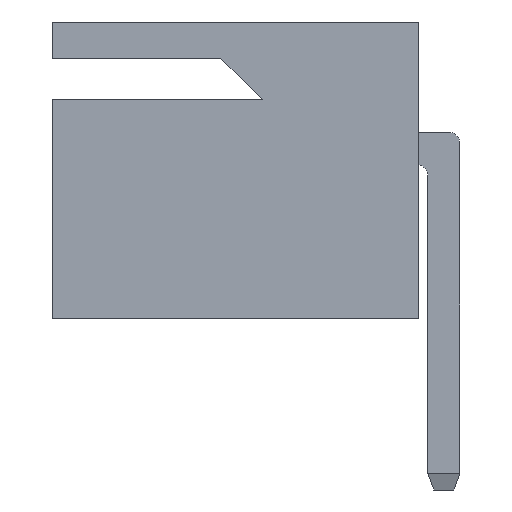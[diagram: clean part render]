
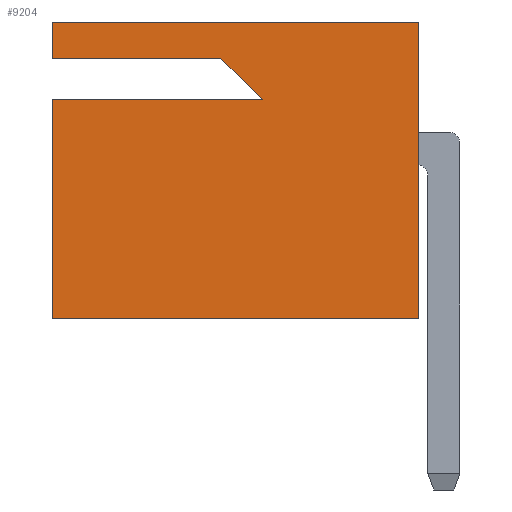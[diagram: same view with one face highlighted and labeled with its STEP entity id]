
A CAD part, left-side view. The second image highlights one B-rep face of the part: STEP entity #9204.
In plain terms, the highlighted planar face has unit normal (-1, 0, 0).
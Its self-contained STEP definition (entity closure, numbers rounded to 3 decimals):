
#729=ORIENTED_EDGE('',*,*,#2567,.T.);
#730=ORIENTED_EDGE('',*,*,#2568,.T.);
#731=ORIENTED_EDGE('',*,*,#2569,.T.);
#732=ORIENTED_EDGE('',*,*,#2469,.T.);
#733=ORIENTED_EDGE('',*,*,#2566,.F.);
#734=ORIENTED_EDGE('',*,*,#2476,.F.);
#735=ORIENTED_EDGE('',*,*,#2419,.T.);
#736=ORIENTED_EDGE('',*,*,#2570,.T.);
#2419=EDGE_CURVE('',#3362,#3361,#3959,.T.);
#2469=EDGE_CURVE('',#3379,#3404,#4009,.T.);
#2476=EDGE_CURVE('',#3362,#3410,#4016,.T.);
#2566=EDGE_CURVE('',#3410,#3404,#4106,.T.);
#2567=EDGE_CURVE('',#3463,#3464,#4107,.T.);
#2568=EDGE_CURVE('',#3464,#3465,#4108,.T.);
#2569=EDGE_CURVE('',#3465,#3379,#4109,.T.);
#2570=EDGE_CURVE('',#3361,#3463,#4110,.T.);
#3361=VERTEX_POINT('',#11644);
#3362=VERTEX_POINT('',#11646);
#3379=VERTEX_POINT('',#11691);
#3404=VERTEX_POINT('',#11742);
#3410=VERTEX_POINT('',#11757);
#3463=VERTEX_POINT('',#11920);
#3464=VERTEX_POINT('',#11921);
#3465=VERTEX_POINT('',#11923);
#3959=LINE('',#11645,#4621);
#4009=LINE('',#11743,#4671);
#4016=LINE('',#11756,#4678);
#4106=LINE('',#11917,#4768);
#4107=LINE('',#11919,#4769);
#4108=LINE('',#11922,#4770);
#4109=LINE('',#11924,#4771);
#4110=LINE('',#11925,#4772);
#4621=VECTOR('',#10158,1000.);
#4671=VECTOR('',#10218,1000.);
#4678=VECTOR('',#10227,1000.);
#4768=VECTOR('',#10353,1000.);
#4769=VECTOR('',#10356,1000.);
#4770=VECTOR('',#10357,1000.);
#4771=VECTOR('',#10358,1000.);
#4772=VECTOR('',#10359,1000.);
#5240=EDGE_LOOP('',(#729,#730,#731,#732,#733,#734,#735,#736));
#5660=FACE_BOUND('',#5240,.T.);
#6080=PLANE('',#9654);
#9204=ADVANCED_FACE('',(#5660),#6080,.T.);
#9654=AXIS2_PLACEMENT_3D('',#11918,#10354,#10355);
#10158=DIRECTION('',(0.,0.,-1.));
#10218=DIRECTION('',(0.,-1.,0.));
#10227=DIRECTION('',(0.,-1.,0.));
#10353=DIRECTION('',(0.,0.,-1.));
#10354=DIRECTION('',(-1.,0.,0.));
#10355=DIRECTION('',(0.,1.,0.));
#10356=DIRECTION('',(0.,-0.707,-0.707));
#10357=DIRECTION('',(0.,1.,0.));
#10358=DIRECTION('',(0.,0.,-1.));
#10359=DIRECTION('',(0.,-1.,0.));
#11644=CARTESIAN_POINT('',(-9.957,7.534,5.131));
#11645=CARTESIAN_POINT('',(-9.957,7.534,5.842));
#11646=CARTESIAN_POINT('',(-9.957,7.534,5.842));
#11691=CARTESIAN_POINT('',(-9.957,7.534,0.));
#11742=CARTESIAN_POINT('',(-9.957,0.32,0.));
#11743=CARTESIAN_POINT('',(-9.957,1.031,0.));
#11756=CARTESIAN_POINT('',(-9.957,1.031,5.842));
#11757=CARTESIAN_POINT('',(-9.957,0.32,5.842));
#11917=CARTESIAN_POINT('',(-9.957,0.32,5.842));
#11918=CARTESIAN_POINT('',(-9.957,1.031,5.842));
#11919=CARTESIAN_POINT('',(-9.957,4.206,5.131));
#11920=CARTESIAN_POINT('',(-9.957,4.206,5.131));
#11921=CARTESIAN_POINT('',(-9.957,3.393,4.318));
#11922=CARTESIAN_POINT('',(-9.957,3.393,4.318));
#11923=CARTESIAN_POINT('',(-9.957,7.534,4.318));
#11924=CARTESIAN_POINT('',(-9.957,7.534,5.842));
#11925=CARTESIAN_POINT('',(-9.957,7.534,5.131));
